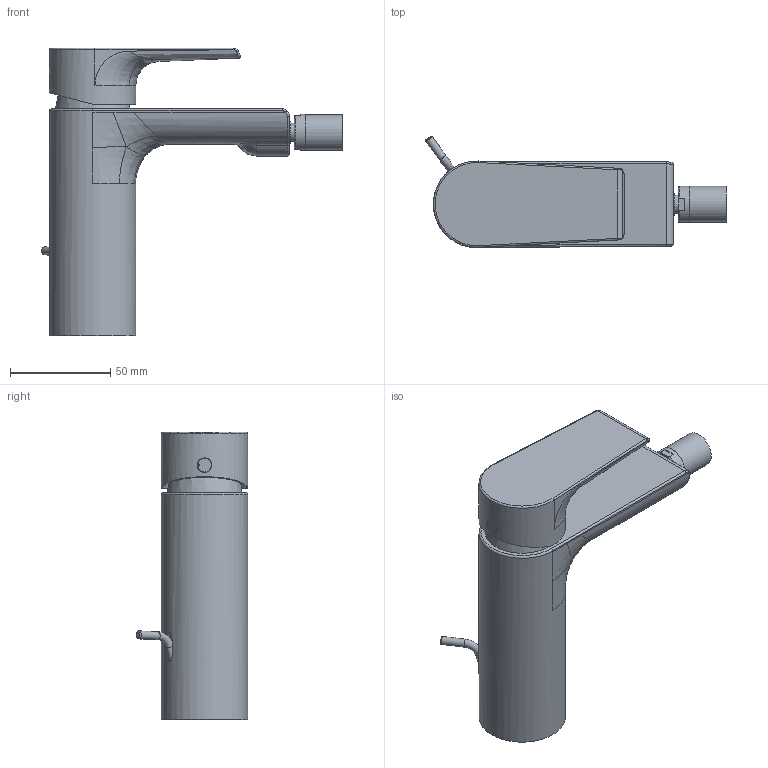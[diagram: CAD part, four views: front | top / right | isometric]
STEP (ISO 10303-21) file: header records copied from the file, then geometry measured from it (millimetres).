
FILE_DESCRIPTION(/* description */ (''),/* implementation_level */ '2;1');
FILE_NAME(/* name */ '3D_TVB107001000_Liberty_V03 (1).step',/* time_stamp */ '2023-01-12T14:22:34+01:00',/* author */ (''),/* organization */ (''),/* preprocessor_version */ 'ST-DEVELOPER v19.2',/* originating_system */ 'Autodesk Translation Framework v11.17.0.187',/* authorisation */ '');
FILE_SCHEMA (('AUTOMOTIVE_DESIGN { 1 0 10303 214 3 1 1 }'));
Length unit declared in the file: millimetre
Products named in the file (12): (Nicht gespeichert); 12000949; 16002837_ASM; 03000297; 05000016; 16001942_ASM; 11000073; 10000313; Komponente12; 11014806_ASM; NEOPERL_CONT_16X1; Auslauf3_reduziert
Assembly tree (11 placements, depth 3):
  (Nicht gespeichert)
    12000949
    16002837_ASM
      03000297
      05000016
    16001942_ASM
      11000073
    10000313
    Komponente12
    11014806_ASM
      NEOPERL_CONT_16X1
      Auslauf3_reduziert
Bounding box: 149.73 x 55.48 x 143.3 mm (x, y, z)
Volume: 249485.5 mm3; surface area: 52794.3 mm2
Topology: 9 solids, 9 shells, 307 faces, 701 edges, 430 vertices
Faces by surface type: plane 91, cylinder 79, bspline 75, torus 26, cone 19, sphere 17
Full cylindrical faces by diameter (mm): 4 x2, 4.5 x1, 6.5 x1, 7.2 x1, 7.8 x1, 8.95 x1, 10 x1, 10.75 x1, 11 x1, 13 x1, 13.5 x1, 14.305 x1, 14.8 x1, 14.9 x1, 15.1 x1, 15.5 x1, 16 x1, 16.2 x1, 17.8 x1, 18 x1, 28 x1, 30.5 x1, 33 x2, 33.5 x2, 43 x2
Entity records: 17569 total; most frequent: CARTESIAN_POINT 10611, DIRECTION 1404, ORIENTED_EDGE 1402, EDGE_CURVE 701, AXIS2_PLACEMENT_3D 604, VERTEX_POINT 430, CIRCLE 346, EDGE_LOOP 335
